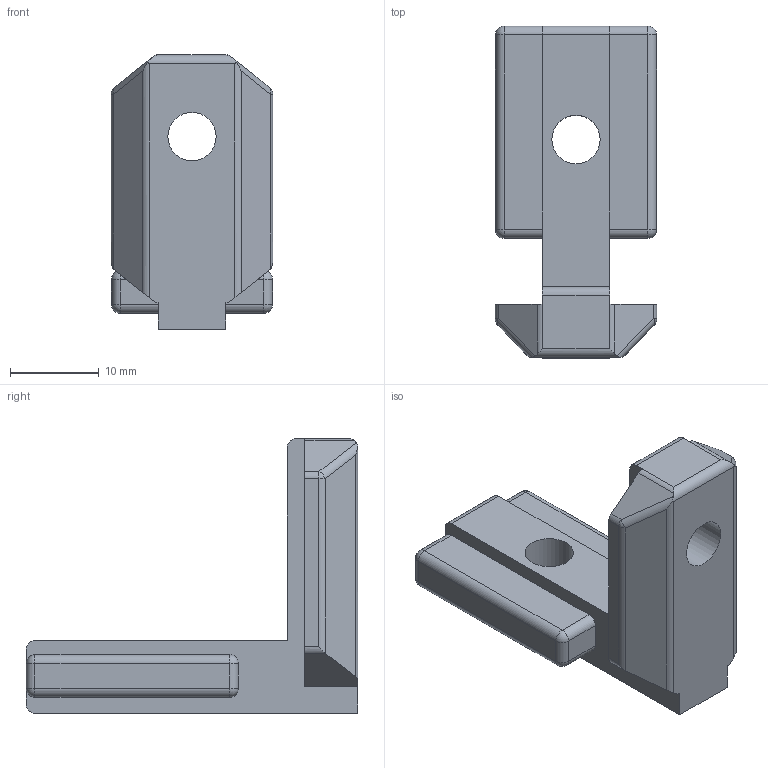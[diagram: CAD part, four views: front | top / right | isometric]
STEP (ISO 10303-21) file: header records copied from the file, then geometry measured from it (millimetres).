
FILE_DESCRIPTION(/* description */ (''),/* implementation_level */ '2;1');
FILE_NAME(/* name */ 'L Slot Corner Aluminium Profile 3030.1.stp',/* time_stamp */ '2025-10-17T14:20:04+07:00',/* author */ ('Hp'),/* organization */ (''),/* preprocessor_version */ 'ST-DEVELOPER v20',/* originating_system */ 'Autodesk Inventor 2024',/* authorisation */ '');
FILE_SCHEMA (('AUTOMOTIVE_DESIGN { 1 0 10303 214 3 1 1 }'));
Length unit declared in the file: millimetre
Products named in the file (1): L Slot Corner Aluminium Profile 2020
Bounding box: 18.25 x 37.5 x 31 mm (x, y, z)
Volume: 5729.9 mm3; surface area: 3187.2 mm2
Topology: 1 solids, 1 shells, 72 faces, 180 edges, 110 vertices
Faces by surface type: cylinder 34, plane 28, sphere 10
Full cylindrical faces by diameter (mm): 5.459 x2
Entity records: 2193 total; most frequent: DIRECTION 394, CARTESIAN_POINT 375, ORIENTED_EDGE 360, EDGE_CURVE 180, AXIS2_PLACEMENT_3D 143, VERTEX_POINT 110, LINE 108, VECTOR 108
